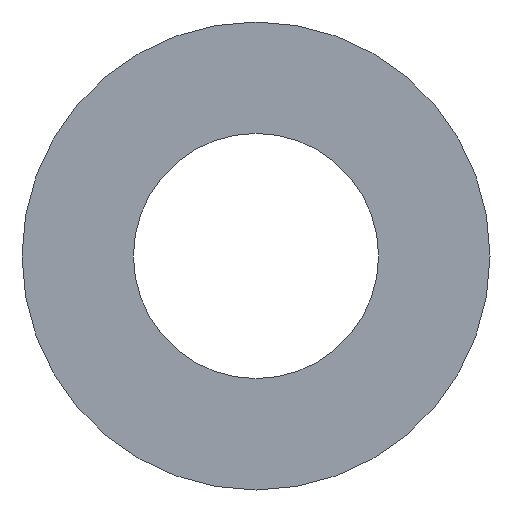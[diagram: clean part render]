
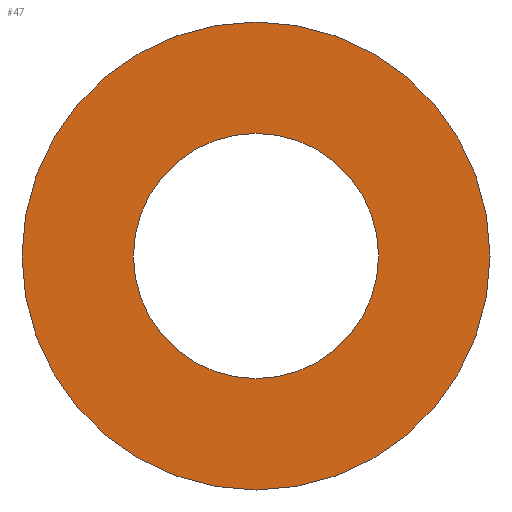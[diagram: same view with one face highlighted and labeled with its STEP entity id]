
A CAD part, front view. The second image highlights one B-rep face of the part: STEP entity #47.
In plain terms, the highlighted planar face has unit normal (0, -1, 0).
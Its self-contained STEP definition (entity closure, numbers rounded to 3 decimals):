
#3 = VERTEX_POINT ( 'NONE', #84 ) ;
#4 = VERTEX_POINT ( 'NONE', #131 ) ;
#24 = VERTEX_POINT ( 'NONE', #149 ) ;
#32 = EDGE_LOOP ( 'NONE', ( #58, #86 ) ) ;
#46 = EDGE_LOOP ( 'NONE', ( #62, #63 ) ) ;
#47 = ADVANCED_FACE ( 'NONE', ( #175, #179 ), #87, .T. ) ;
#57 = EDGE_CURVE ( 'NONE', #71, #24, #284, .T. ) ;
#58 = ORIENTED_EDGE ( 'NONE', *, *, #95, .T. ) ;
#62 = ORIENTED_EDGE ( 'NONE', *, *, #57, .F. ) ;
#63 = ORIENTED_EDGE ( 'NONE', *, *, #72, .F. ) ;
#71 = VERTEX_POINT ( 'NONE', #286 ) ;
#72 = EDGE_CURVE ( 'NONE', #24, #71, #209, .T. ) ;
#84 = CARTESIAN_POINT ( 'NONE',  ( 0., 0., 31.5 ) ) ;
#86 = ORIENTED_EDGE ( 'NONE', *, *, #125, .T. ) ;
#87 = PLANE ( 'NONE',  #126 ) ;
#95 = EDGE_CURVE ( 'NONE', #4, #3, #282, .T. ) ;
#103 = DIRECTION ( 'NONE',  ( 0., 0., -1. ) ) ;
#104 = CARTESIAN_POINT ( 'NONE',  ( 31.5, 0., 0. ) ) ;
#108 = DIRECTION ( 'NONE',  ( 0., -1., 0. ) ) ;
#125 = EDGE_CURVE ( 'NONE', #3, #4, #265, .T. ) ;
#126 = AXIS2_PLACEMENT_3D ( 'NONE', #104, #108, #103 ) ;
#131 = CARTESIAN_POINT ( 'NONE',  ( 0., 0., -31.5 ) ) ;
#149 = CARTESIAN_POINT ( 'NONE',  ( 0., 0., 16.5 ) ) ;
#175 = FACE_OUTER_BOUND ( 'NONE', #32, .T. ) ;
#179 = FACE_BOUND ( 'NONE', #46, .T. ) ;
#181 = DIRECTION ( 'NONE',  ( 0., 0., -1. ) ) ;
#182 = DIRECTION ( 'NONE',  ( 0., -1., 0. ) ) ;
#183 = CARTESIAN_POINT ( 'NONE',  ( 0., 0., 0. ) ) ;
#184 = AXIS2_PLACEMENT_3D ( 'NONE', #183, #182, #181 ) ;
#192 = AXIS2_PLACEMENT_3D ( 'NONE', #279, #278, #277 ) ;
#200 = DIRECTION ( 'NONE',  ( 0., 0., -1. ) ) ;
#201 = DIRECTION ( 'NONE',  ( 0., -1., 0. ) ) ;
#207 = CARTESIAN_POINT ( 'NONE',  ( 0., 0., 0. ) ) ;
#209 = CIRCLE ( 'NONE', #264, 16.5 ) ;
#247 = DIRECTION ( 'NONE',  ( 0., 0., -1. ) ) ;
#248 = DIRECTION ( 'NONE',  ( 0., -1., 0. ) ) ;
#264 = AXIS2_PLACEMENT_3D ( 'NONE', #207, #201, #200 ) ;
#265 = CIRCLE ( 'NONE', #283, 31.5 ) ;
#276 = CARTESIAN_POINT ( 'NONE',  ( 0., 0., 0. ) ) ;
#277 = DIRECTION ( 'NONE',  ( 0., 0., -1. ) ) ;
#278 = DIRECTION ( 'NONE',  ( 0., -1., 0. ) ) ;
#279 = CARTESIAN_POINT ( 'NONE',  ( 0., 0., 0. ) ) ;
#282 = CIRCLE ( 'NONE', #192, 31.5 ) ;
#283 = AXIS2_PLACEMENT_3D ( 'NONE', #276, #248, #247 ) ;
#284 = CIRCLE ( 'NONE', #184, 16.5 ) ;
#286 = CARTESIAN_POINT ( 'NONE',  ( 0., 0., -16.5 ) ) ;
